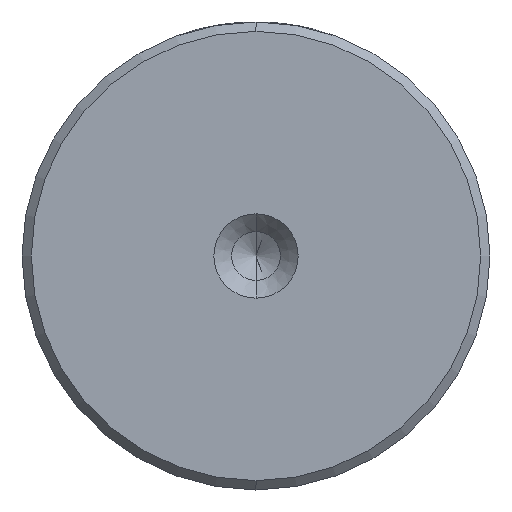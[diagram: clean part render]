
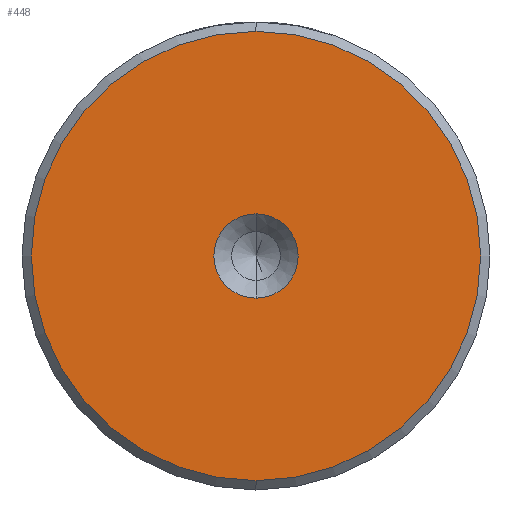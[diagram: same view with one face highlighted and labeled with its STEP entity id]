
A CAD part, left-side view. The second image highlights one B-rep face of the part: STEP entity #448.
In plain terms, the highlighted planar face has unit normal (-1, 0, 0).
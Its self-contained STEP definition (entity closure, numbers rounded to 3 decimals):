
#11 = DIRECTION ( 'NONE',  ( -1., 0., 0. ) ) ;
#52 = CIRCLE ( 'NONE', #1844, 2.25 ) ;
#91 = CIRCLE ( 'NONE', #2296, 2.25 ) ;
#147 = PLANE ( 'NONE',  #782 ) ;
#171 = VERTEX_POINT ( 'NONE', #279 ) ;
#195 = EDGE_LOOP ( 'NONE', ( #572, #711 ) ) ;
#264 = DIRECTION ( 'NONE',  ( -1., 0., 0. ) ) ;
#279 = CARTESIAN_POINT ( 'NONE',  ( 0., 0., -12. ) ) ;
#324 = VERTEX_POINT ( 'NONE', #2452 ) ;
#328 = VERTEX_POINT ( 'NONE', #1117 ) ;
#340 = DIRECTION ( 'NONE',  ( -1., 0., 0. ) ) ;
#448 = ADVANCED_FACE ( 'NONE', ( #1744, #682 ), #147, .T. ) ;
#519 = CIRCLE ( 'NONE', #1401, 12. ) ;
#523 = AXIS2_PLACEMENT_3D ( 'NONE', #1181, #11, #1375 ) ;
#564 = EDGE_CURVE ( 'NONE', #328, #1903, #52, .T. ) ;
#572 = ORIENTED_EDGE ( 'NONE', *, *, #1762, .F. ) ;
#624 = ORIENTED_EDGE ( 'NONE', *, *, #734, .T. ) ;
#682 = FACE_BOUND ( 'NONE', #195, .T. ) ;
#711 = ORIENTED_EDGE ( 'NONE', *, *, #564, .F. ) ;
#734 = EDGE_CURVE ( 'NONE', #324, #171, #519, .T. ) ;
#782 = AXIS2_PLACEMENT_3D ( 'NONE', #1516, #340, #1719 ) ;
#813 = DIRECTION ( 'NONE',  ( -1., 0., 0. ) ) ;
#1117 = CARTESIAN_POINT ( 'NONE',  ( 0., 0., -2.25 ) ) ;
#1165 = DIRECTION ( 'NONE',  ( -1., 0., 0. ) ) ;
#1181 = CARTESIAN_POINT ( 'NONE',  ( 0., 0., 0. ) ) ;
#1375 = DIRECTION ( 'NONE',  ( 0., 0., 1. ) ) ;
#1401 = AXIS2_PLACEMENT_3D ( 'NONE', #1990, #813, #2172 ) ;
#1441 = CARTESIAN_POINT ( 'NONE',  ( 0., 0., 0. ) ) ;
#1516 = CARTESIAN_POINT ( 'NONE',  ( 0., 0., 0. ) ) ;
#1638 = DIRECTION ( 'NONE',  ( 0., 0., 1. ) ) ;
#1648 = ORIENTED_EDGE ( 'NONE', *, *, #2013, .T. ) ;
#1719 = DIRECTION ( 'NONE',  ( 0., 0., 1. ) ) ;
#1730 = CARTESIAN_POINT ( 'NONE',  ( 0., 0., 2.25 ) ) ;
#1744 = FACE_OUTER_BOUND ( 'NONE', #1812, .T. ) ;
#1762 = EDGE_CURVE ( 'NONE', #1903, #328, #91, .T. ) ;
#1812 = EDGE_LOOP ( 'NONE', ( #1648, #624 ) ) ;
#1844 = AXIS2_PLACEMENT_3D ( 'NONE', #2301, #1165, #2500 ) ;
#1888 = CIRCLE ( 'NONE', #523, 12. ) ;
#1903 = VERTEX_POINT ( 'NONE', #1730 ) ;
#1990 = CARTESIAN_POINT ( 'NONE',  ( 0., 0., 0. ) ) ;
#2013 = EDGE_CURVE ( 'NONE', #171, #324, #1888, .T. ) ;
#2172 = DIRECTION ( 'NONE',  ( 0., 0., 1. ) ) ;
#2296 = AXIS2_PLACEMENT_3D ( 'NONE', #1441, #264, #1638 ) ;
#2301 = CARTESIAN_POINT ( 'NONE',  ( 0., 0., 0. ) ) ;
#2452 = CARTESIAN_POINT ( 'NONE',  ( 0., 0., 12. ) ) ;
#2500 = DIRECTION ( 'NONE',  ( 0., 0., 1. ) ) ;
